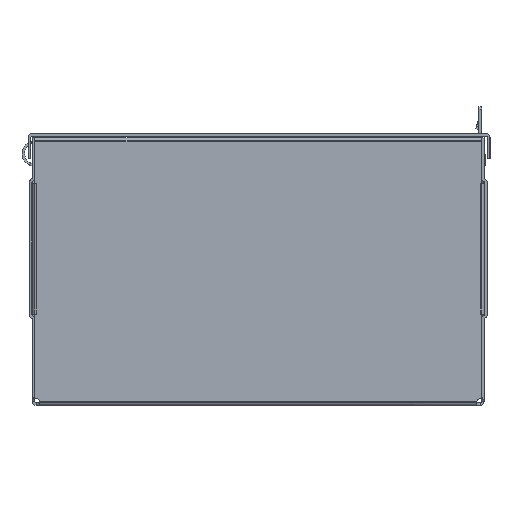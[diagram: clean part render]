
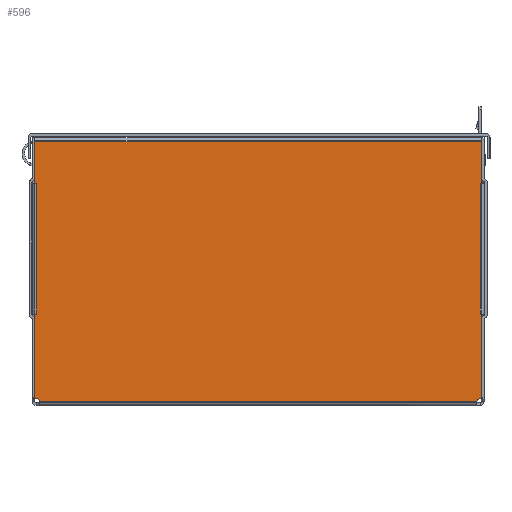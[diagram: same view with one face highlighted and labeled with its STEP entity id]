
A CAD part, left-side view. The second image highlights one B-rep face of the part: STEP entity #596.
In plain terms, the highlighted planar face has unit normal (-1, 0, 0).
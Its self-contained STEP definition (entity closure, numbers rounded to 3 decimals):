
#596 = ADVANCED_FACE( '', ( #1474 ), #1475, .F. );
#1474 = FACE_OUTER_BOUND( '', #2776, .T. );
#1475 = PLANE( '', #2777 );
#2776 = EDGE_LOOP( '', ( #4434, #4435, #4436, #4437, #4438, #4439, #4440, #4441, #4442, #4443, #4444, #4445, #4446, #4447, #4448, #4449, #4450, #4451 ) );
#2777 = AXIS2_PLACEMENT_3D( '', #4452, #4453, #4454 );
#4434 = ORIENTED_EDGE( '', *, *, #7877, .T. );
#4435 = ORIENTED_EDGE( '', *, *, #7878, .T. );
#4436 = ORIENTED_EDGE( '', *, *, #7879, .F. );
#4437 = ORIENTED_EDGE( '', *, *, #7880, .F. );
#4438 = ORIENTED_EDGE( '', *, *, #7881, .F. );
#4439 = ORIENTED_EDGE( '', *, *, #7882, .T. );
#4440 = ORIENTED_EDGE( '', *, *, #7883, .F. );
#4441 = ORIENTED_EDGE( '', *, *, #7789, .T. );
#4442 = ORIENTED_EDGE( '', *, *, #7884, .F. );
#4443 = ORIENTED_EDGE( '', *, *, #7885, .T. );
#4444 = ORIENTED_EDGE( '', *, *, #7886, .T. );
#4445 = ORIENTED_EDGE( '', *, *, #7887, .T. );
#4446 = ORIENTED_EDGE( '', *, *, #7888, .T. );
#4447 = ORIENTED_EDGE( '', *, *, #7889, .F. );
#4448 = ORIENTED_EDGE( '', *, *, #7890, .F. );
#4449 = ORIENTED_EDGE( '', *, *, #7891, .T. );
#4450 = ORIENTED_EDGE( '', *, *, #7892, .F. );
#4451 = ORIENTED_EDGE( '', *, *, #7893, .T. );
#4452 = CARTESIAN_POINT( '', ( -609.6, 887.26, 0. ) );
#4453 = DIRECTION( '', ( 1., 0., 0. ) );
#4454 = DIRECTION( '', ( 0., 0., -1. ) );
#7789 = EDGE_CURVE( '', #9211, #9209, #9212, .T. );
#7877 = EDGE_CURVE( '', #9366, #9367, #9368, .T. );
#7878 = EDGE_CURVE( '', #9367, #9369, #9370, .T. );
#7879 = EDGE_CURVE( '', #9371, #9369, #9372, .T. );
#7880 = EDGE_CURVE( '', #9373, #9371, #9374, .T. );
#7881 = EDGE_CURVE( '', #9375, #9373, #9376, .T. );
#7882 = EDGE_CURVE( '', #9375, #9377, #9378, .T. );
#7883 = EDGE_CURVE( '', #9211, #9377, #9379, .T. );
#7884 = EDGE_CURVE( '', #9380, #9209, #9381, .T. );
#7885 = EDGE_CURVE( '', #9380, #9382, #9383, .T. );
#7886 = EDGE_CURVE( '', #9382, #9384, #9385, .T. );
#7887 = EDGE_CURVE( '', #9384, #9386, #9387, .T. );
#7888 = EDGE_CURVE( '', #9386, #9388, #9389, .T. );
#7889 = EDGE_CURVE( '', #9390, #9388, #9391, .T. );
#7890 = EDGE_CURVE( '', #9392, #9390, #9393, .T. );
#7891 = EDGE_CURVE( '', #9392, #9394, #9395, .T. );
#7892 = EDGE_CURVE( '', #9396, #9394, #9397, .T. );
#7893 = EDGE_CURVE( '', #9396, #9366, #9398, .T. );
#9209 = VERTEX_POINT( '', #11266 );
#9211 = VERTEX_POINT( '', #11269 );
#9212 = LINE( '', #11270, #11271 );
#9366 = VERTEX_POINT( '', #11479 );
#9367 = VERTEX_POINT( '', #11480 );
#9368 = LINE( '', #11481, #11482 );
#9369 = VERTEX_POINT( '', #11483 );
#9370 = LINE( '', #11484, #11485 );
#9371 = VERTEX_POINT( '', #11486 );
#9372 = LINE( '', #11487, #11488 );
#9373 = VERTEX_POINT( '', #11489 );
#9374 = LINE( '', #11490, #11491 );
#9375 = VERTEX_POINT( '', #11492 );
#9376 = LINE( '', #11493, #11494 );
#9377 = VERTEX_POINT( '', #11495 );
#9378 = LINE( '', #11496, #11497 );
#9379 = LINE( '', #11498, #11499 );
#9380 = VERTEX_POINT( '', #11500 );
#9381 = LINE( '', #11501, #11502 );
#9382 = VERTEX_POINT( '', #11503 );
#9383 = CIRCLE( '', #11504, 2.896 );
#9384 = VERTEX_POINT( '', #11505 );
#9385 = LINE( '', #11506, #11507 );
#9386 = VERTEX_POINT( '', #11508 );
#9387 = CIRCLE( '', #11509, 2.896 );
#9388 = VERTEX_POINT( '', #11510 );
#9389 = LINE( '', #11511, #11512 );
#9390 = VERTEX_POINT( '', #11513 );
#9391 = LINE( '', #11514, #11515 );
#9392 = VERTEX_POINT( '', #11516 );
#9393 = LINE( '', #11517, #11518 );
#9394 = VERTEX_POINT( '', #11519 );
#9395 = LINE( '', #11520, #11521 );
#9396 = VERTEX_POINT( '', #11522 );
#9397 = LINE( '', #11523, #11524 );
#9398 = LINE( '', #11525, #11526 );
#11266 = CARTESIAN_POINT( '', ( -609.6, 127.061, 52.017 ) );
#11269 = CARTESIAN_POINT( '', ( -609.6, 126.248, 52.017 ) );
#11270 = CARTESIAN_POINT( '', ( -609.6, 127.061, 52.017 ) );
#11271 = VECTOR( '', #14210, 1000. );
#11479 = CARTESIAN_POINT( '', ( -609.6, -127.061, 126.545 ) );
#11480 = CARTESIAN_POINT( '', ( -609.6, -127.061, 150.063 ) );
#11481 = CARTESIAN_POINT( '', ( -609.6, -127.061, 2.337 ) );
#11482 = VECTOR( '', #14310, 1000. );
#11483 = CARTESIAN_POINT( '', ( -609.6, 127.061, 150.063 ) );
#11484 = CARTESIAN_POINT( '', ( -609.6, -127.061, 150.063 ) );
#11485 = VECTOR( '', #14311, 1000. );
#11486 = CARTESIAN_POINT( '', ( -609.6, 127.061, 126.545 ) );
#11487 = CARTESIAN_POINT( '', ( -609.6, 127.061, 2.337 ) );
#11488 = VECTOR( '', #14312, 1000. );
#11489 = CARTESIAN_POINT( '', ( -609.6, 126.248, 126.545 ) );
#11490 = CARTESIAN_POINT( '', ( -609.6, 127.061, 126.545 ) );
#11491 = VECTOR( '', #14313, 1000. );
#11492 = CARTESIAN_POINT( '', ( -609.6, 126.248, 126.543 ) );
#11493 = CARTESIAN_POINT( '', ( -609.6, 126.248, 126.545 ) );
#11494 = VECTOR( '', #14314, 1000. );
#11495 = CARTESIAN_POINT( '', ( -609.6, 126.248, 52.019 ) );
#11496 = CARTESIAN_POINT( '', ( -609.6, 126.248, 126.543 ) );
#11497 = VECTOR( '', #14315, 1000. );
#11498 = CARTESIAN_POINT( '', ( -609.6, 126.248, 126.545 ) );
#11499 = VECTOR( '', #14316, 1000. );
#11500 = CARTESIAN_POINT( '', ( -609.6, 127.061, 4.289 ) );
#11501 = CARTESIAN_POINT( '', ( -609.6, 127.061, 2.337 ) );
#11502 = VECTOR( '', #14317, 1000. );
#11503 = CARTESIAN_POINT( '', ( -609.6, 124.452, 2.337 ) );
#11504 = AXIS2_PLACEMENT_3D( '', #14318, #14319, #14320 );
#11505 = CARTESIAN_POINT( '', ( -609.6, -124.452, 2.337 ) );
#11506 = CARTESIAN_POINT( '', ( -609.6, 887.26, 2.337 ) );
#11507 = VECTOR( '', #14321, 1000. );
#11508 = CARTESIAN_POINT( '', ( -609.6, -127.061, 4.289 ) );
#11509 = AXIS2_PLACEMENT_3D( '', #14322, #14323, #14324 );
#11510 = CARTESIAN_POINT( '', ( -609.6, -127.061, 52.017 ) );
#11511 = CARTESIAN_POINT( '', ( -609.6, -127.061, 2.337 ) );
#11512 = VECTOR( '', #14325, 1000. );
#11513 = CARTESIAN_POINT( '', ( -609.6, -126.248, 52.017 ) );
#11514 = CARTESIAN_POINT( '', ( -609.6, -127.061, 52.017 ) );
#11515 = VECTOR( '', #14326, 1000. );
#11516 = CARTESIAN_POINT( '', ( -609.6, -126.248, 52.019 ) );
#11517 = CARTESIAN_POINT( '', ( -609.6, -126.248, 52.017 ) );
#11518 = VECTOR( '', #14327, 1000. );
#11519 = CARTESIAN_POINT( '', ( -609.6, -126.248, 126.543 ) );
#11520 = CARTESIAN_POINT( '', ( -609.6, -126.248, 52.019 ) );
#11521 = VECTOR( '', #14328, 1000. );
#11522 = CARTESIAN_POINT( '', ( -609.6, -126.248, 126.545 ) );
#11523 = CARTESIAN_POINT( '', ( -609.6, -126.248, 52.017 ) );
#11524 = VECTOR( '', #14329, 1000. );
#11525 = CARTESIAN_POINT( '', ( -609.6, -127.061, 126.545 ) );
#11526 = VECTOR( '', #14330, 1000. );
#14210 = DIRECTION( '', ( 0., 1., 0. ) );
#14310 = DIRECTION( '', ( 0., 0., 1. ) );
#14311 = DIRECTION( '', ( 0., 1., 0. ) );
#14312 = DIRECTION( '', ( 0., 0., 1. ) );
#14313 = DIRECTION( '', ( 0., 1., 0. ) );
#14314 = DIRECTION( '', ( 0., 0., 1. ) );
#14315 = DIRECTION( '', ( 0., 0., -1. ) );
#14316 = DIRECTION( '', ( 0., 0., 1. ) );
#14317 = DIRECTION( '', ( 0., 0., 1. ) );
#14318 = CARTESIAN_POINT( '', ( -609.6, 127.191, 1.397 ) );
#14319 = DIRECTION( '', ( 1., 0., 0. ) );
#14320 = DIRECTION( '', ( 0., 1., 0. ) );
#14321 = DIRECTION( '', ( 0., -1., 0. ) );
#14322 = CARTESIAN_POINT( '', ( -609.6, -127.191, 1.397 ) );
#14323 = DIRECTION( '', ( 1., 0., 0. ) );
#14324 = DIRECTION( '', ( 0., -1., 0. ) );
#14325 = DIRECTION( '', ( 0., 0., 1. ) );
#14326 = DIRECTION( '', ( 0., -1., 0. ) );
#14327 = DIRECTION( '', ( 0., 0., -1. ) );
#14328 = DIRECTION( '', ( 0., 0., 1. ) );
#14329 = DIRECTION( '', ( 0., 0., -1. ) );
#14330 = DIRECTION( '', ( 0., -1., 0. ) );
